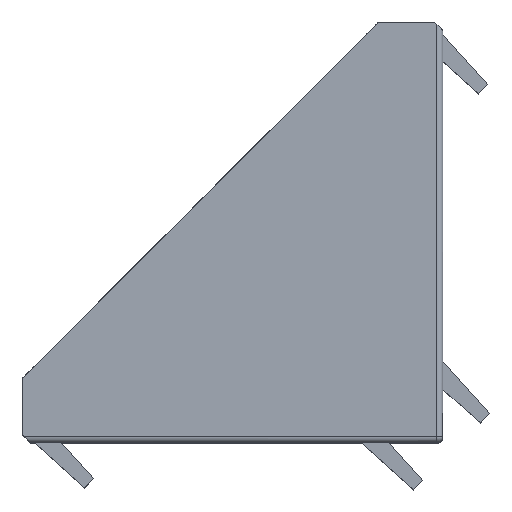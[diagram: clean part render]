
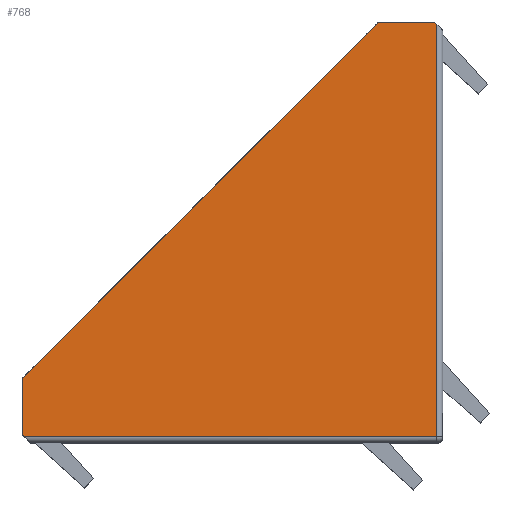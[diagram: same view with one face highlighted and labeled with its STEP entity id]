
A CAD part, top view. The second image highlights one B-rep face of the part: STEP entity #768.
In plain terms, the highlighted planar face has unit normal (0.006, -0.006, 1).
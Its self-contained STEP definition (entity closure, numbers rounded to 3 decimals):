
#6 = DIRECTION ( 'NONE',  ( -0.707, -0.707, 0. ) ) ;
#768 = ADVANCED_FACE ( 'NONE', ( #6409 ), #6719, .T. ) ;
#795 = CARTESIAN_POINT ( 'NONE',  ( -35.3, 0., 18.962 ) ) ;
#1235 = VERTEX_POINT ( 'NONE', #16793 ) ;
#1326 = DIRECTION ( 'NONE',  ( 0.006, -0.006, 1. ) ) ;
#1465 = VECTOR ( 'NONE', #14147, 1000. ) ;
#2337 = VECTOR ( 'NONE', #6, 1000. ) ;
#2609 = ORIENTED_EDGE ( 'NONE', *, *, #4039, .T. ) ;
#2864 = EDGE_LOOP ( 'NONE', ( #17504, #4478, #15506, #16615, #3053, #7602, #2609 ) ) ;
#2870 = DIRECTION ( 'NONE',  ( 0., 1., 0.006 ) ) ;
#3053 = ORIENTED_EDGE ( 'NONE', *, *, #4688, .T. ) ;
#3198 = CARTESIAN_POINT ( 'NONE',  ( -0.7, 36., 18.97 ) ) ;
#3439 = DIRECTION ( 'NONE',  ( 0.707, -0.707, -0.009 ) ) ;
#3568 = VECTOR ( 'NONE', #11824, 1000. ) ;
#4039 = EDGE_CURVE ( 'NONE', #13653, #1235, #14489, .T. ) ;
#4478 = ORIENTED_EDGE ( 'NONE', *, *, #10701, .T. ) ;
#4688 = EDGE_CURVE ( 'NONE', #14528, #11329, #15930, .T. ) ;
#4947 = LINE ( 'NONE', #11706, #7744 ) ;
#5601 = AXIS2_PLACEMENT_3D ( 'NONE', #9464, #1326, #10845 ) ;
#5951 = LINE ( 'NONE', #9443, #2337 ) ;
#6220 = VECTOR ( 'NONE', #2870, 1000. ) ;
#6409 = FACE_OUTER_BOUND ( 'NONE', #2864, .T. ) ;
#6424 = CARTESIAN_POINT ( 'NONE',  ( -0.7, 36., 18.97 ) ) ;
#6719 = PLANE ( 'NONE',  #5601 ) ;
#7602 = ORIENTED_EDGE ( 'NONE', *, *, #15548, .T. ) ;
#7744 = VECTOR ( 'NONE', #10320, 1000. ) ;
#7857 = EDGE_CURVE ( 'NONE', #1235, #8881, #12309, .T. ) ;
#8642 = VECTOR ( 'NONE', #3439, 1000. ) ;
#8871 = LINE ( 'NONE', #10548, #15707 ) ;
#8881 = VERTEX_POINT ( 'NONE', #11215 ) ;
#9443 = CARTESIAN_POINT ( 'NONE',  ( -5.5, 36., 19. ) ) ;
#9464 = CARTESIAN_POINT ( 'NONE',  ( -5.5, 36., 19. ) ) ;
#10320 = DIRECTION ( 'NONE',  ( -0.707, 0.707, 0.009 ) ) ;
#10445 = CARTESIAN_POINT ( 'NONE',  ( -36., 5.5, 19. ) ) ;
#10548 = CARTESIAN_POINT ( 'NONE',  ( 0., 0.497, 18.747 ) ) ;
#10701 = EDGE_CURVE ( 'NONE', #8881, #12374, #8871, .T. ) ;
#10845 = DIRECTION ( 'NONE',  ( 1., 0., -0.006 ) ) ;
#11215 = CARTESIAN_POINT ( 'NONE',  ( -35.797, 0.497, 18.968 ) ) ;
#11329 = VERTEX_POINT ( 'NONE', #13841 ) ;
#11435 = CARTESIAN_POINT ( 'NONE',  ( -0.497, 0.497, 18.75 ) ) ;
#11706 = CARTESIAN_POINT ( 'NONE',  ( 0., 35.3, 18.962 ) ) ;
#11824 = DIRECTION ( 'NONE',  ( 0., -1., -0.006 ) ) ;
#12309 = LINE ( 'NONE', #795, #8642 ) ;
#12374 = VERTEX_POINT ( 'NONE', #11435 ) ;
#12892 = EDGE_CURVE ( 'NONE', #14937, #14528, #4947, .T. ) ;
#13363 = EDGE_CURVE ( 'NONE', #12374, #14937, #17121, .T. ) ;
#13653 = VERTEX_POINT ( 'NONE', #17320 ) ;
#13841 = CARTESIAN_POINT ( 'NONE',  ( -5.5, 36., 19. ) ) ;
#14147 = DIRECTION ( 'NONE',  ( -1., 0., 0.006 ) ) ;
#14445 = CARTESIAN_POINT ( 'NONE',  ( -0.497, 35.797, 18.968 ) ) ;
#14489 = LINE ( 'NONE', #10445, #3568 ) ;
#14528 = VERTEX_POINT ( 'NONE', #6424 ) ;
#14937 = VERTEX_POINT ( 'NONE', #14445 ) ;
#15127 = CARTESIAN_POINT ( 'NONE',  ( -0.497, 35.3, 18.965 ) ) ;
#15506 = ORIENTED_EDGE ( 'NONE', *, *, #13363, .T. ) ;
#15548 = EDGE_CURVE ( 'NONE', #11329, #13653, #5951, .T. ) ;
#15707 = VECTOR ( 'NONE', #17330, 1000. ) ;
#15930 = LINE ( 'NONE', #3198, #1465 ) ;
#16615 = ORIENTED_EDGE ( 'NONE', *, *, #12892, .T. ) ;
#16793 = CARTESIAN_POINT ( 'NONE',  ( -36., 0.7, 18.97 ) ) ;
#17121 = LINE ( 'NONE', #15127, #6220 ) ;
#17320 = CARTESIAN_POINT ( 'NONE',  ( -36., 5.5, 19. ) ) ;
#17330 = DIRECTION ( 'NONE',  ( 1., 0., -0.006 ) ) ;
#17504 = ORIENTED_EDGE ( 'NONE', *, *, #7857, .T. ) ;
